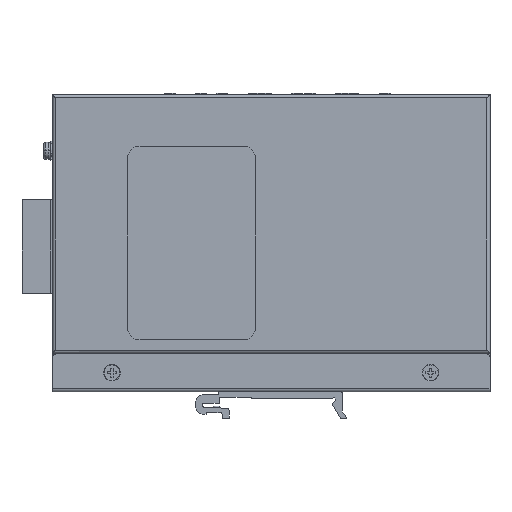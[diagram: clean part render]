
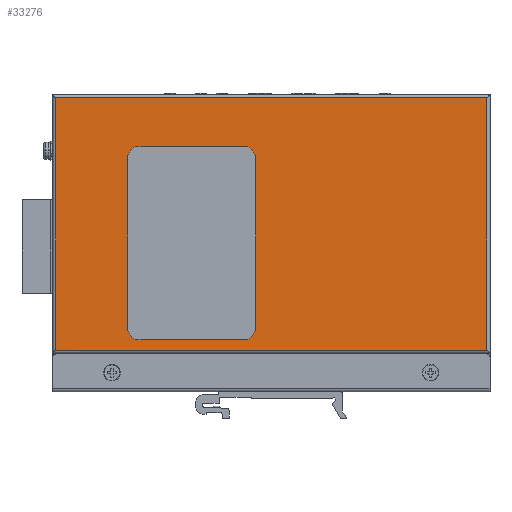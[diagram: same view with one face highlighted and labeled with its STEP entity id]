
A CAD part, front view. The second image highlights one B-rep face of the part: STEP entity #33276.
In plain terms, the highlighted planar face has unit normal (0, -1, 0).
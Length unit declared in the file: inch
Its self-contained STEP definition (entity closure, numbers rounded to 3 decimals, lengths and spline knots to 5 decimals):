
#1873 = FACE_BOUND ( 'NONE', #21787, .T. ) ;
#5001 = AXIS2_PLACEMENT_3D ( 'NONE', #20557, #15552, #34640 ) ;
#5015 = DIRECTION ( 'NONE',  ( 0., 0., -1. ) ) ;
#5063 = VECTOR ( 'NONE', #34588, 39.37008 ) ;
#5400 = EDGE_CURVE ( 'NONE', #34446, #22111, #15961, .T. ) ;
#6789 = CARTESIAN_POINT ( 'NONE',  ( -2.71654, 0., -0.03937 ) ) ;
#8913 = LINE ( 'NONE', #42381, #60606 ) ;
#9062 = DIRECTION ( 'NONE',  ( 1., 0., 0. ) ) ;
#9521 = DIRECTION ( 'NONE',  ( 0., 0., -1. ) ) ;
#9800 = AXIS2_PLACEMENT_3D ( 'NONE', #15724, #11980, #29816 ) ;
#10671 = VERTEX_POINT ( 'NONE', #13826 ) ;
#10688 = AXIS2_PLACEMENT_3D ( 'NONE', #44413, #11872, #35957 ) ;
#11232 = PLANE ( 'NONE',  #10688 ) ;
#11383 = EDGE_CURVE ( 'NONE', #17838, #50269, #55750, .T. ) ;
#11552 = EDGE_CURVE ( 'NONE', #33097, #38607, #31792, .T. ) ;
#11586 = VECTOR ( 'NONE', #9062, 39.37008 ) ;
#11872 = DIRECTION ( 'NONE',  ( 0., -1., 0. ) ) ;
#11980 = DIRECTION ( 'NONE',  ( 0., -1., 0. ) ) ;
#11992 = CARTESIAN_POINT ( 'NONE',  ( 2.71654, 0., -0.03937 ) ) ;
#12890 = CARTESIAN_POINT ( 'NONE',  ( -1.65354, 0., -3.09055 ) ) ;
#12896 = CARTESIAN_POINT ( 'NONE',  ( -0.19685, 0., -2.93307 ) ) ;
#13826 = CARTESIAN_POINT ( 'NONE',  ( -1.81102, 0., -0.80709 ) ) ;
#14630 = EDGE_CURVE ( 'NONE', #22111, #30932, #35545, .T. ) ;
#14641 = EDGE_CURVE ( 'NONE', #30932, #10671, #52110, .T. ) ;
#14731 = CARTESIAN_POINT ( 'NONE',  ( -0.35433, 0., -0.64961 ) ) ;
#15407 = DIRECTION ( 'NONE',  ( 0., 0., 1. ) ) ;
#15501 = CARTESIAN_POINT ( 'NONE',  ( 2.71654, 0., -3.22047 ) ) ;
#15552 = DIRECTION ( 'NONE',  ( 0., -1., 0. ) ) ;
#15724 = CARTESIAN_POINT ( 'NONE',  ( -0.35433, 0., -2.93307 ) ) ;
#15961 = CIRCLE ( 'NONE', #5001, 0.15748 ) ;
#16103 = DIRECTION ( 'NONE',  ( 1., 0., 0. ) ) ;
#16548 = VECTOR ( 'NONE', #59611, 39.37008 ) ;
#16859 = FACE_OUTER_BOUND ( 'NONE', #17563, .T. ) ;
#17524 = ORIENTED_EDGE ( 'NONE', *, *, #32372, .F. ) ;
#17536 = ORIENTED_EDGE ( 'NONE', *, *, #57952, .T. ) ;
#17563 = EDGE_LOOP ( 'NONE', ( #25259, #17536, #34792, #29427 ) ) ;
#17838 = VERTEX_POINT ( 'NONE', #54776 ) ;
#18128 = AXIS2_PLACEMENT_3D ( 'NONE', #45571, #21790, #25546 ) ;
#20557 = CARTESIAN_POINT ( 'NONE',  ( -0.35433, 0., -0.80709 ) ) ;
#21553 = ORIENTED_EDGE ( 'NONE', *, *, #11552, .F. ) ;
#21787 = EDGE_LOOP ( 'NONE', ( #17524, #39761, #61607, #36418, #45201, #26494, #48194, #21553 ) ) ;
#21790 = DIRECTION ( 'NONE',  ( 0., -1., 0. ) ) ;
#22078 = CARTESIAN_POINT ( 'NONE',  ( -1.65354, 0., -2.93307 ) ) ;
#22111 = VERTEX_POINT ( 'NONE', #14731 ) ;
#22580 = VERTEX_POINT ( 'NONE', #33440 ) ;
#24669 = CARTESIAN_POINT ( 'NONE',  ( -1.65354, 0., -3.09055 ) ) ;
#25259 = ORIENTED_EDGE ( 'NONE', *, *, #50895, .T. ) ;
#25546 = DIRECTION ( 'NONE',  ( 0., 0., 1. ) ) ;
#25826 = LINE ( 'NONE', #45539, #61000 ) ;
#26062 = VERTEX_POINT ( 'NONE', #11992 ) ;
#26494 = ORIENTED_EDGE ( 'NONE', *, *, #5400, .F. ) ;
#29427 = ORIENTED_EDGE ( 'NONE', *, *, #37988, .T. ) ;
#29816 = DIRECTION ( 'NONE',  ( 0., 0., -1. ) ) ;
#30932 = VERTEX_POINT ( 'NONE', #50298 ) ;
#31792 = CIRCLE ( 'NONE', #9800, 0.15748 ) ;
#32369 = DIRECTION ( 'NONE',  ( -1., 0., 0. ) ) ;
#32372 = EDGE_CURVE ( 'NONE', #50269, #33097, #57249, .T. ) ;
#32607 = EDGE_CURVE ( 'NONE', #57450, #50373, #8913, .T. ) ;
#33052 = EDGE_CURVE ( 'NONE', #10671, #17838, #53509, .T. ) ;
#33097 = VERTEX_POINT ( 'NONE', #38490 ) ;
#33276 = ADVANCED_FACE ( 'NONE', ( #1873, #16859 ), #11232, .T. ) ;
#33440 = CARTESIAN_POINT ( 'NONE',  ( 2.71654, 0., -3.22047 ) ) ;
#34446 = VERTEX_POINT ( 'NONE', #58916 ) ;
#34588 = DIRECTION ( 'NONE',  ( 0., 0., 1. ) ) ;
#34640 = DIRECTION ( 'NONE',  ( 1., 0., 0. ) ) ;
#34792 = ORIENTED_EDGE ( 'NONE', *, *, #32607, .T. ) ;
#35545 = LINE ( 'NONE', #54968, #45134 ) ;
#35793 = EDGE_CURVE ( 'NONE', #38607, #34446, #54536, .T. ) ;
#35957 = DIRECTION ( 'NONE',  ( -1., 0., 0. ) ) ;
#36418 = ORIENTED_EDGE ( 'NONE', *, *, #14641, .F. ) ;
#37365 = DIRECTION ( 'NONE',  ( 0., -1., 0. ) ) ;
#37988 = EDGE_CURVE ( 'NONE', #50373, #22580, #25826, .T. ) ;
#38490 = CARTESIAN_POINT ( 'NONE',  ( -0.35433, 0., -3.09055 ) ) ;
#38607 = VERTEX_POINT ( 'NONE', #12896 ) ;
#38614 = VECTOR ( 'NONE', #5015, 39.37008 ) ;
#39761 = ORIENTED_EDGE ( 'NONE', *, *, #11383, .F. ) ;
#39901 = LINE ( 'NONE', #15501, #5063 ) ;
#40507 = LINE ( 'NONE', #54606, #16548 ) ;
#41735 = AXIS2_PLACEMENT_3D ( 'NONE', #22078, #37365, #32369 ) ;
#42381 = CARTESIAN_POINT ( 'NONE',  ( -2.71654, 0., -0.03937 ) ) ;
#44413 = CARTESIAN_POINT ( 'NONE',  ( -2.75591, 0., 0. ) ) ;
#44630 = DIRECTION ( 'NONE',  ( -1., 0., 0. ) ) ;
#44775 = VECTOR ( 'NONE', #15407, 39.37008 ) ;
#45134 = VECTOR ( 'NONE', #44630, 39.37008 ) ;
#45201 = ORIENTED_EDGE ( 'NONE', *, *, #14630, .F. ) ;
#45539 = CARTESIAN_POINT ( 'NONE',  ( -2.71654, 0., -3.22047 ) ) ;
#45571 = CARTESIAN_POINT ( 'NONE',  ( -1.65354, 0., -0.80709 ) ) ;
#48194 = ORIENTED_EDGE ( 'NONE', *, *, #35793, .F. ) ;
#50269 = VERTEX_POINT ( 'NONE', #12890 ) ;
#50298 = CARTESIAN_POINT ( 'NONE',  ( -1.65354, 0., -0.64961 ) ) ;
#50373 = VERTEX_POINT ( 'NONE', #53458 ) ;
#50895 = EDGE_CURVE ( 'NONE', #22580, #26062, #39901, .T. ) ;
#52110 = CIRCLE ( 'NONE', #18128, 0.15748 ) ;
#53458 = CARTESIAN_POINT ( 'NONE',  ( -2.71654, 0., -3.22047 ) ) ;
#53509 = LINE ( 'NONE', #57596, #38614 ) ;
#54536 = LINE ( 'NONE', #58921, #44775 ) ;
#54606 = CARTESIAN_POINT ( 'NONE',  ( 2.71654, 0., -0.03937 ) ) ;
#54776 = CARTESIAN_POINT ( 'NONE',  ( -1.81102, 0., -2.93307 ) ) ;
#54968 = CARTESIAN_POINT ( 'NONE',  ( -0.35433, 0., -0.64961 ) ) ;
#55750 = CIRCLE ( 'NONE', #41735, 0.15748 ) ;
#57249 = LINE ( 'NONE', #24669, #11586 ) ;
#57450 = VERTEX_POINT ( 'NONE', #6789 ) ;
#57596 = CARTESIAN_POINT ( 'NONE',  ( -1.81102, 0., -0.80709 ) ) ;
#57952 = EDGE_CURVE ( 'NONE', #26062, #57450, #40507, .T. ) ;
#58916 = CARTESIAN_POINT ( 'NONE',  ( -0.19685, 0., -0.80709 ) ) ;
#58921 = CARTESIAN_POINT ( 'NONE',  ( -0.19685, 0., -2.93307 ) ) ;
#59611 = DIRECTION ( 'NONE',  ( -1., 0., 0. ) ) ;
#60606 = VECTOR ( 'NONE', #9521, 39.37008 ) ;
#61000 = VECTOR ( 'NONE', #16103, 39.37008 ) ;
#61607 = ORIENTED_EDGE ( 'NONE', *, *, #33052, .F. ) ;
